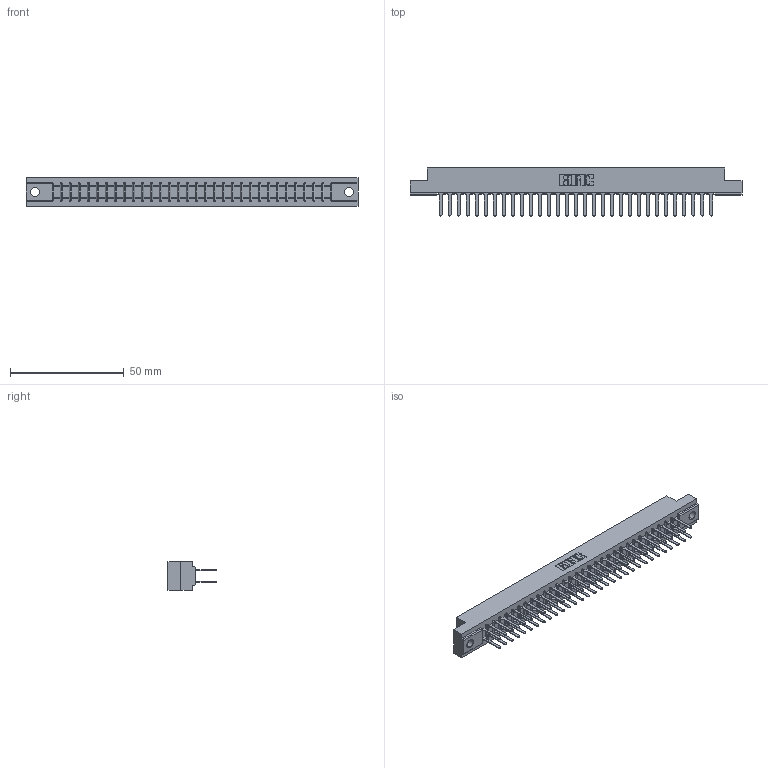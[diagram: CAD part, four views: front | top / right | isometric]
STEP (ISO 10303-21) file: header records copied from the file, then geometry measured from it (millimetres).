
FILE_DESCRIPTION (( 'STEP AP203' ), '1' );
FILE_NAME ('357-062-422-202.STEP', '2020-10-04T14:49:28', ( '' ), ( '' ), 'SwSTEP 2.0', 'SolidWorks 2020', '' );
FILE_SCHEMA (( 'CONFIG_CONTROL_DESIGN' ));
Length unit declared in the file: inch
Products named in the file (3): 357-062-422-202; 307 Part_.128 Dia Mounting Holes; 307-290-001_522
Assembly tree (63 placements, depth 2):
  357-062-422-202
    307 Part_.128 Dia Mounting Holes
    307-290-001_522  x62
Bounding box: 145.85 x 21.11 x 12.7 mm (x, y, z)
Volume: 15476.8 mm3; surface area: 19192.6 mm2
Topology: 63 solids, 63 shells, 3002 faces, 8383 edges, 5418 vertices
Faces by surface type: plane 1992, cylinder 946, sphere 64
Entity records: 28894 total; most frequent: CARTESIAN_POINT 4727, ORIENTED_EDGE 4682, DIRECTION 4635, EDGE_CURVE 2341, LINE 1791, VECTOR 1791, VERTEX_POINT 1514, AXIS2_PLACEMENT_3D 1422
